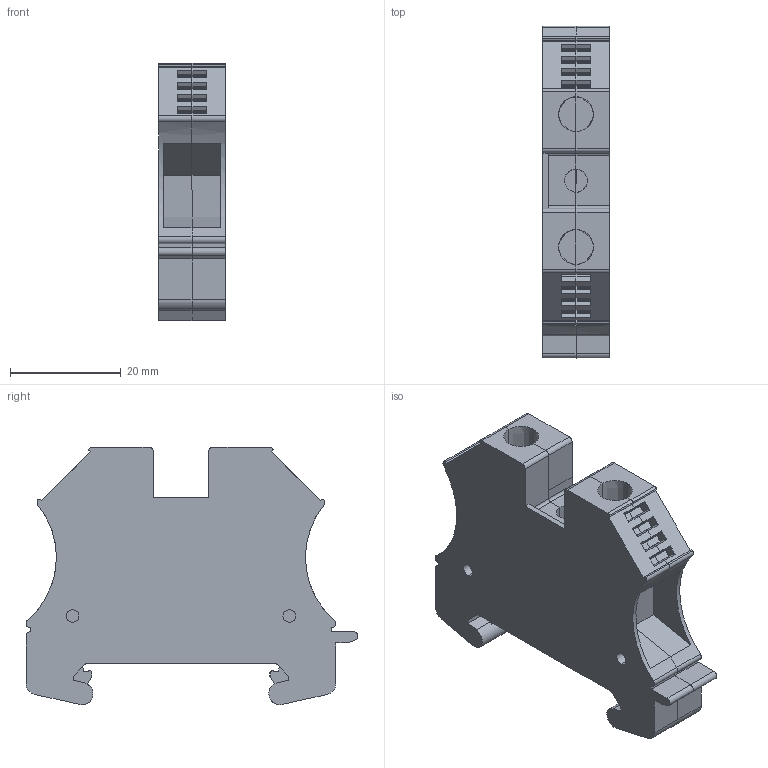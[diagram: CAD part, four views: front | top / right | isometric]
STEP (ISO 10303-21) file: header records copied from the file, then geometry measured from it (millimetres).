
FILE_DESCRIPTION(('CATIA V5 STEP Exchange','CAx-IF Rec.Pracs.--- Model Styling and Organization---1.4--- 2014-01-23'),'2;1');
FILE_NAME ('D1446784_0', '2020-04-17T08:51:01+00:00', ('none'), ('Weidmueller'), 'CATIA Version 5-6 Release 2016 SP3 HF44', 'CATIA V5 STEP AP214', 'none');
FILE_SCHEMA(('AUTOMOTIVE_DESIGN { 1 0 10303 214 1 1 1 1 }'));
Length unit declared in the file: millimetre
Products named in the file (1): 1019100000_WPE_16N
Bounding box: 12 x 60 x 46.5 mm (x, y, z)
Volume: 21114.4 mm3; surface area: 12811.1 mm2
Topology: 3 solids, 3 shells, 496 faces, 1656 edges, 1167 vertices
Faces by surface type: plane 342, cylinder 120, bspline 20, extrusion 14
Entity records: 25262 total; most frequent: CARTESIAN_POINT 11659, ORIENTED_EDGE 3312, DIRECTION 2108, EDGE_CURVE 1656, VECTOR 1180, VERTEX_POINT 1167, LINE 1166, AXIS2_PLACEMENT_3D 575
